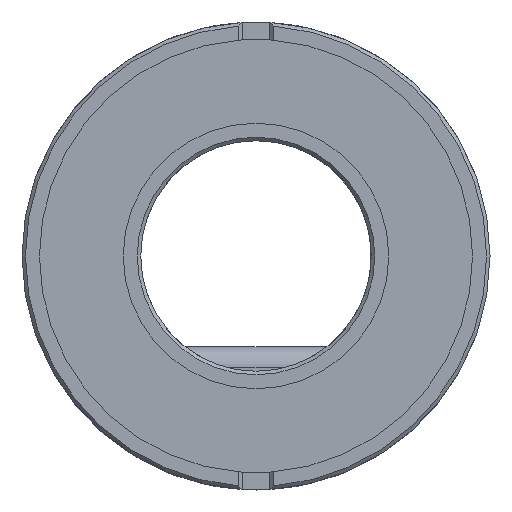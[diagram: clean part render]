
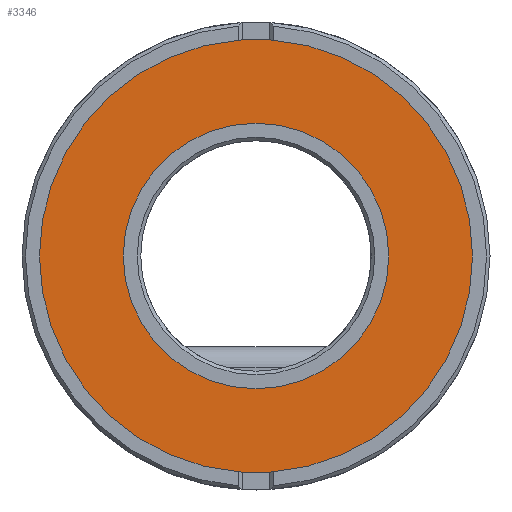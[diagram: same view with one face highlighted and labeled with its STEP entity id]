
A CAD part, left-side view. The second image highlights one B-rep face of the part: STEP entity #3346.
In plain terms, the highlighted planar face has unit normal (-1, 0, 0).
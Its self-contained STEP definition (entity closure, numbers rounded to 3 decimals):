
#448=PLANE('',#3761);
#577=FACE_BOUND('',#1042,.T.);
#742=FACE_OUTER_BOUND('',#1041,.T.);
#1041=EDGE_LOOP('',(#2601,#2602,#2603,#2604,#2605));
#1042=EDGE_LOOP('',(#2606));
#1314=CIRCLE('',#3754,31.);
#1315=CIRCLE('',#3755,31.);
#1316=CIRCLE('',#3758,31.);
#1318=CIRCLE('',#3762,31.);
#1319=CIRCLE('',#3763,31.);
#1320=CIRCLE('',#3764,19.);
#1564=VERTEX_POINT('',#5853);
#1568=VERTEX_POINT('',#5861);
#1569=VERTEX_POINT('',#5863);
#1570=VERTEX_POINT('',#5867);
#1572=VERTEX_POINT('',#5870);
#1576=VERTEX_POINT('',#5882);
#1931=EDGE_CURVE('',#1568,#1569,#1314,.T.);
#1932=EDGE_CURVE('',#1569,#1564,#1315,.T.);
#1934=EDGE_CURVE('',#1570,#1572,#1316,.T.);
#1939=EDGE_CURVE('',#1572,#1568,#1318,.T.);
#1940=EDGE_CURVE('',#1564,#1570,#1319,.T.);
#1941=EDGE_CURVE('',#1576,#1576,#1320,.T.);
#2601=ORIENTED_EDGE('',*,*,#1932,.F.);
#2602=ORIENTED_EDGE('',*,*,#1931,.F.);
#2603=ORIENTED_EDGE('',*,*,#1939,.F.);
#2604=ORIENTED_EDGE('',*,*,#1934,.F.);
#2605=ORIENTED_EDGE('',*,*,#1940,.F.);
#2606=ORIENTED_EDGE('',*,*,#1941,.T.);
#3346=ADVANCED_FACE('',(#742,#577),#448,.T.);
#3754=AXIS2_PLACEMENT_3D('',#5864,#4600,#4601);
#3755=AXIS2_PLACEMENT_3D('',#5865,#4602,#4603);
#3758=AXIS2_PLACEMENT_3D('',#5871,#4608,#4609);
#3761=AXIS2_PLACEMENT_3D('',#5879,#4616,#4617);
#3762=AXIS2_PLACEMENT_3D('',#5880,#4618,#4619);
#3763=AXIS2_PLACEMENT_3D('',#5881,#4620,#4621);
#3764=AXIS2_PLACEMENT_3D('',#5883,#4622,#4623);
#4600=DIRECTION('center_axis',(1.,0.,0.));
#4601=DIRECTION('ref_axis',(0.,0.,-1.));
#4602=DIRECTION('center_axis',(1.,0.,0.));
#4603=DIRECTION('ref_axis',(0.,0.,-1.));
#4608=DIRECTION('center_axis',(1.,0.,0.));
#4609=DIRECTION('ref_axis',(0.,0.,-1.));
#4616=DIRECTION('center_axis',(-1.,0.,0.));
#4617=DIRECTION('ref_axis',(0.,0.,1.));
#4618=DIRECTION('center_axis',(1.,0.,0.));
#4619=DIRECTION('ref_axis',(0.,0.,-1.));
#4620=DIRECTION('center_axis',(1.,0.,0.));
#4621=DIRECTION('ref_axis',(0.,0.,-1.));
#4622=DIRECTION('center_axis',(1.,0.,0.));
#4623=DIRECTION('ref_axis',(0.,0.,-1.));
#5853=CARTESIAN_POINT('',(-18.,-2.5,30.899));
#5861=CARTESIAN_POINT('',(-18.,2.5,30.899));
#5863=CARTESIAN_POINT('',(-18.,0.,31.));
#5864=CARTESIAN_POINT('Origin',(-18.,0.,0.));
#5865=CARTESIAN_POINT('Origin',(-18.,0.,0.));
#5867=CARTESIAN_POINT('',(-18.,-2.5,-30.899));
#5870=CARTESIAN_POINT('',(-18.,2.5,-30.899));
#5871=CARTESIAN_POINT('Origin',(-18.,0.,0.));
#5879=CARTESIAN_POINT('Origin',(-18.,0.,0.));
#5880=CARTESIAN_POINT('Origin',(-18.,0.,0.));
#5881=CARTESIAN_POINT('Origin',(-18.,0.,0.));
#5882=CARTESIAN_POINT('',(-18.,0.,19.));
#5883=CARTESIAN_POINT('Origin',(-18.,0.,0.));
